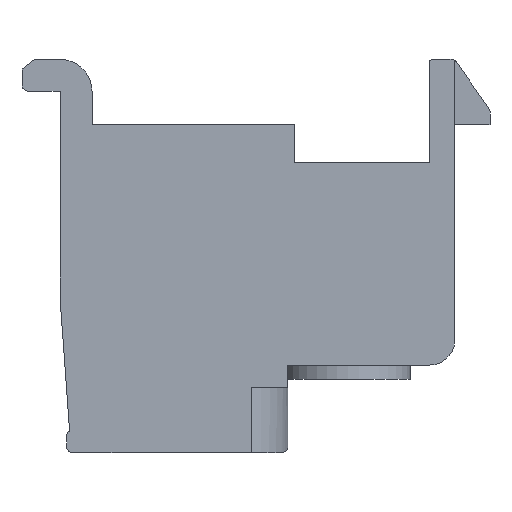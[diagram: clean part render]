
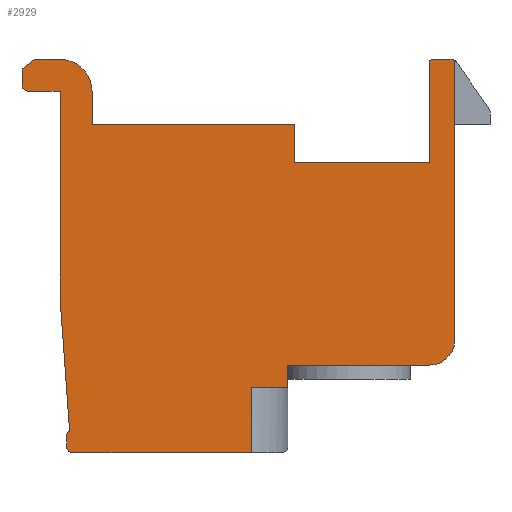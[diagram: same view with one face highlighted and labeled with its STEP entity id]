
A CAD part, front view. The second image highlights one B-rep face of the part: STEP entity #2929.
In plain terms, the highlighted planar face has unit normal (0, -1, 0).
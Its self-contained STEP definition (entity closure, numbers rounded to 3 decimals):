
#1=CARTESIAN_POINT('',(5.45,0.,-2.625));
#2=DIRECTION('',(0.,1.,0.));
#3=DIRECTION('',(1.,0.,0.));
#4=AXIS2_PLACEMENT_3D('',#1,#2,#3);
#6=DIRECTION('',(-1.,0.,0.));
#7=VECTOR('',#6,4.45);
#8=CARTESIAN_POINT('',(5.45,0.,-3.425));
#9=LINE('',#8,#7);
#10=DIRECTION('',(0.,0.,-1.));
#11=VECTOR('',#10,0.7);
#12=CARTESIAN_POINT('',(1.,0.,-3.425));
#13=LINE('',#12,#11);
#14=DIRECTION('',(1.,0.,0.));
#15=VECTOR('',#14,1.15);
#16=CARTESIAN_POINT('',(-0.15,0.,-4.125));
#17=LINE('',#16,#15);
#18=DIRECTION('',(0.,0.,1.));
#19=VECTOR('',#18,2.05);
#20=CARTESIAN_POINT('',(-0.15,0.,-6.175));
#21=LINE('',#20,#19);
#22=DIRECTION('',(-1.,0.,0.));
#23=VECTOR('',#22,5.6);
#24=CARTESIAN_POINT('',(-0.15,0.,-6.175));
#25=LINE('',#24,#23);
#26=CARTESIAN_POINT('',(-5.75,0.,-5.975));
#27=DIRECTION('',(0.,1.,0.));
#28=DIRECTION('',(0.,0.,-1.));
#29=AXIS2_PLACEMENT_3D('',#26,#27,#28);
#31=DIRECTION('',(0.,0.,1.));
#32=VECTOR('',#31,0.3);
#33=CARTESIAN_POINT('',(-5.95,0.,-5.975));
#34=LINE('',#33,#32);
#35=CARTESIAN_POINT('',(-5.75,0.,-5.675));
#36=DIRECTION('',(0.,1.,0.));
#37=DIRECTION('',(-1.,0.,0.));
#38=AXIS2_PLACEMENT_3D('',#35,#36,#37);
#40=DIRECTION('',(-0.072,0.,0.997));
#41=VECTOR('',#40,4.13);
#42=CARTESIAN_POINT('',(-5.854,0.,-5.504));
#43=LINE('',#42,#41);
#44=DIRECTION('',(0.,0.,1.));
#45=VECTOR('',#44,6.56);
#46=CARTESIAN_POINT('',(-6.15,0.,-1.385));
#47=LINE('',#46,#45);
#48=DIRECTION('',(-1.,0.,0.));
#49=VECTOR('',#48,1.);
#50=CARTESIAN_POINT('',(-6.15,0.,5.175));
#51=LINE('',#50,#49);
#52=CARTESIAN_POINT('',(-7.15,0.,5.375));
#53=DIRECTION('',(0.,1.,0.));
#54=DIRECTION('',(0.,0.,-1.));
#55=AXIS2_PLACEMENT_3D('',#52,#53,#54);
#57=DIRECTION('',(0.,0.,1.));
#58=VECTOR('',#57,0.5);
#59=CARTESIAN_POINT('',(-7.35,0.,5.375));
#60=LINE('',#59,#58);
#61=DIRECTION('',(0.785,0.,0.619));
#62=VECTOR('',#61,0.485);
#63=CARTESIAN_POINT('',(-7.35,0.,5.875));
#64=LINE('',#63,#62);
#65=DIRECTION('',(1.,0.,0.));
#66=VECTOR('',#65,0.819);
#67=CARTESIAN_POINT('',(-6.969,0.,6.175));
#68=LINE('',#67,#66);
#69=CARTESIAN_POINT('',(-6.15,0.,5.175));
#70=DIRECTION('',(0.,1.,0.));
#71=DIRECTION('',(0.,0.,1.));
#72=AXIS2_PLACEMENT_3D('',#69,#70,#71);
#74=DIRECTION('',(0.,0.,-1.));
#75=VECTOR('',#74,1.05);
#76=CARTESIAN_POINT('',(-5.15,0.,5.175));
#77=LINE('',#76,#75);
#78=DIRECTION('',(1.,0.,0.));
#79=VECTOR('',#78,6.35);
#80=CARTESIAN_POINT('',(-5.15,0.,4.125));
#81=LINE('',#80,#79);
#82=DIRECTION('',(0.,0.,-1.));
#83=VECTOR('',#82,1.2);
#84=CARTESIAN_POINT('',(1.2,0.,4.125));
#85=LINE('',#84,#83);
#86=DIRECTION('',(1.,0.,0.));
#87=VECTOR('',#86,4.25);
#88=CARTESIAN_POINT('',(1.2,0.,2.925));
#89=LINE('',#88,#87);
#90=DIRECTION('',(0.,0.,1.));
#91=VECTOR('',#90,3.213);
#92=CARTESIAN_POINT('',(5.45,0.,2.925));
#93=LINE('',#92,#91);
#94=CARTESIAN_POINT('',(5.565,0.,5.975));
#95=DIRECTION('',(0.,1.,0.));
#96=DIRECTION('',(-0.577,0.,0.816));
#97=AXIS2_PLACEMENT_3D('',#94,#95,#96);
#99=DIRECTION('',(1.,0.,0.));
#100=VECTOR('',#99,0.626);
#101=CARTESIAN_POINT('',(5.565,0.,6.175));
#102=LINE('',#101,#100);
#103=CARTESIAN_POINT('',(6.127,0.,5.986));
#104=DIRECTION('',(0.,1.,0.));
#105=DIRECTION('',(0.32,0.,0.947));
#106=AXIS2_PLACEMENT_3D('',#103,#104,#105);
#116=DIRECTION('',(0.,0.,1.));
#117=VECTOR('',#116,8.768);
#118=CARTESIAN_POINT('',(6.25,0.,-2.625));
#119=LINE('',#118,#117);
#2211=CARTESIAN_POINT('',(6.25,0.,-2.625));
#2212=CARTESIAN_POINT('',(5.45,0.,-3.425));
#2213=VERTEX_POINT('',#2211);
#2214=VERTEX_POINT('',#2212);
#2215=CARTESIAN_POINT('',(1.,0.,-3.425));
#2216=VERTEX_POINT('',#2215);
#2217=CARTESIAN_POINT('',(-5.75,0.,-6.175));
#2218=CARTESIAN_POINT('',(-5.95,0.,-5.975));
#2219=VERTEX_POINT('',#2217);
#2220=VERTEX_POINT('',#2218);
#2221=CARTESIAN_POINT('',(-5.95,0.,-5.675));
#2222=VERTEX_POINT('',#2221);
#2223=CARTESIAN_POINT('',(-5.854,0.,-5.504));
#2224=VERTEX_POINT('',#2223);
#2225=CARTESIAN_POINT('',(-6.15,0.,-1.385));
#2226=VERTEX_POINT('',#2225);
#2227=CARTESIAN_POINT('',(-6.15,0.,5.175));
#2228=VERTEX_POINT('',#2227);
#2229=CARTESIAN_POINT('',(-7.15,0.,5.175));
#2230=VERTEX_POINT('',#2229);
#2231=CARTESIAN_POINT('',(-7.35,0.,5.375));
#2232=VERTEX_POINT('',#2231);
#2233=CARTESIAN_POINT('',(-7.35,0.,5.875));
#2234=VERTEX_POINT('',#2233);
#2235=CARTESIAN_POINT('',(-6.969,0.,6.175));
#2236=VERTEX_POINT('',#2235);
#2237=CARTESIAN_POINT('',(-6.15,0.,6.175));
#2238=VERTEX_POINT('',#2237);
#2239=CARTESIAN_POINT('',(-5.15,0.,5.175));
#2240=VERTEX_POINT('',#2239);
#2241=CARTESIAN_POINT('',(-5.15,0.,4.125));
#2242=VERTEX_POINT('',#2241);
#2243=CARTESIAN_POINT('',(1.2,0.,4.125));
#2244=VERTEX_POINT('',#2243);
#2245=CARTESIAN_POINT('',(1.2,0.,2.925));
#2246=VERTEX_POINT('',#2245);
#2247=CARTESIAN_POINT('',(5.45,0.,2.925));
#2248=VERTEX_POINT('',#2247);
#2249=CARTESIAN_POINT('',(5.45,0.,6.138));
#2250=VERTEX_POINT('',#2249);
#2251=CARTESIAN_POINT('',(5.565,0.,6.175));
#2252=VERTEX_POINT('',#2251);
#2253=CARTESIAN_POINT('',(6.191,0.,6.175));
#2254=VERTEX_POINT('',#2253);
#2813=CARTESIAN_POINT('',(-0.15,0.,-6.175));
#2814=CARTESIAN_POINT('',(-0.15,0.,-4.125));
#2815=VERTEX_POINT('',#2813);
#2816=VERTEX_POINT('',#2814);
#2817=CARTESIAN_POINT('',(1.,0.,-4.125));
#2818=VERTEX_POINT('',#2817);
#2837=CARTESIAN_POINT('',(6.25,0.,6.143));
#2839=VERTEX_POINT('',#2837);
#2870=CARTESIAN_POINT('',(0.,0.,0.));
#2871=DIRECTION('',(0.,1.,0.));
#2872=DIRECTION('',(1.,0.,0.));
#2873=AXIS2_PLACEMENT_3D('',#2870,#2871,#2872);
#2874=PLANE('',#2873);
#2876=ORIENTED_EDGE('',*,*,#2875,.F.);
#2878=ORIENTED_EDGE('',*,*,#2877,.T.);
#2880=ORIENTED_EDGE('',*,*,#2879,.T.);
#2882=ORIENTED_EDGE('',*,*,#2881,.T.);
#2884=ORIENTED_EDGE('',*,*,#2883,.F.);
#2886=ORIENTED_EDGE('',*,*,#2885,.F.);
#2888=ORIENTED_EDGE('',*,*,#2887,.T.);
#2890=ORIENTED_EDGE('',*,*,#2889,.T.);
#2892=ORIENTED_EDGE('',*,*,#2891,.T.);
#2894=ORIENTED_EDGE('',*,*,#2893,.T.);
#2896=ORIENTED_EDGE('',*,*,#2895,.T.);
#2898=ORIENTED_EDGE('',*,*,#2897,.T.);
#2900=ORIENTED_EDGE('',*,*,#2899,.T.);
#2902=ORIENTED_EDGE('',*,*,#2901,.T.);
#2904=ORIENTED_EDGE('',*,*,#2903,.T.);
#2906=ORIENTED_EDGE('',*,*,#2905,.T.);
#2908=ORIENTED_EDGE('',*,*,#2907,.T.);
#2910=ORIENTED_EDGE('',*,*,#2909,.T.);
#2912=ORIENTED_EDGE('',*,*,#2911,.T.);
#2914=ORIENTED_EDGE('',*,*,#2913,.T.);
#2916=ORIENTED_EDGE('',*,*,#2915,.T.);
#2918=ORIENTED_EDGE('',*,*,#2917,.T.);
#2920=ORIENTED_EDGE('',*,*,#2919,.T.);
#2922=ORIENTED_EDGE('',*,*,#2921,.T.);
#2924=ORIENTED_EDGE('',*,*,#2923,.T.);
#2926=ORIENTED_EDGE('',*,*,#2925,.T.);
#2927=EDGE_LOOP('',(#2876,#2878,#2880,#2882,#2884,#2886,#2888,#2890,#2892,#2894,
#2896,#2898,#2900,#2902,#2904,#2906,#2908,#2910,#2912,#2914,#2916,#2918,#2920,
#2922,#2924,#2926));
#2928=FACE_OUTER_BOUND('',#2927,.F.);
#2929=ADVANCED_FACE('',(#2928),#2874,.F.);
#5=CIRCLE('',#4,0.8);
#30=CIRCLE('',#29,0.2);
#39=CIRCLE('',#38,0.2);
#56=CIRCLE('',#55,0.2);
#73=CIRCLE('',#72,1.);
#98=CIRCLE('',#97,0.2);
#107=CIRCLE('',#106,0.2);
#2875=EDGE_CURVE('',#2213,#2839,#119,.T.);
#2877=EDGE_CURVE('',#2213,#2214,#5,.T.);
#2879=EDGE_CURVE('',#2214,#2216,#9,.T.);
#2881=EDGE_CURVE('',#2216,#2818,#13,.T.);
#2883=EDGE_CURVE('',#2816,#2818,#17,.T.);
#2885=EDGE_CURVE('',#2815,#2816,#21,.T.);
#2887=EDGE_CURVE('',#2815,#2219,#25,.T.);
#2889=EDGE_CURVE('',#2219,#2220,#30,.T.);
#2891=EDGE_CURVE('',#2220,#2222,#34,.T.);
#2893=EDGE_CURVE('',#2222,#2224,#39,.T.);
#2895=EDGE_CURVE('',#2224,#2226,#43,.T.);
#2897=EDGE_CURVE('',#2226,#2228,#47,.T.);
#2899=EDGE_CURVE('',#2228,#2230,#51,.T.);
#2901=EDGE_CURVE('',#2230,#2232,#56,.T.);
#2903=EDGE_CURVE('',#2232,#2234,#60,.T.);
#2905=EDGE_CURVE('',#2234,#2236,#64,.T.);
#2907=EDGE_CURVE('',#2236,#2238,#68,.T.);
#2909=EDGE_CURVE('',#2238,#2240,#73,.T.);
#2911=EDGE_CURVE('',#2240,#2242,#77,.T.);
#2913=EDGE_CURVE('',#2242,#2244,#81,.T.);
#2915=EDGE_CURVE('',#2244,#2246,#85,.T.);
#2917=EDGE_CURVE('',#2246,#2248,#89,.T.);
#2919=EDGE_CURVE('',#2248,#2250,#93,.T.);
#2921=EDGE_CURVE('',#2250,#2252,#98,.T.);
#2923=EDGE_CURVE('',#2252,#2254,#102,.T.);
#2925=EDGE_CURVE('',#2254,#2839,#107,.T.);
